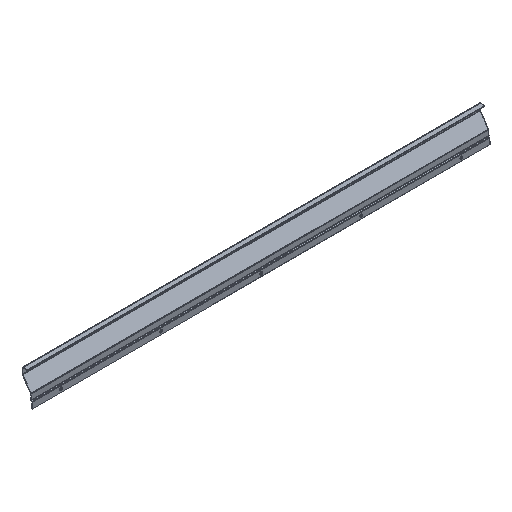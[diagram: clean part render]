
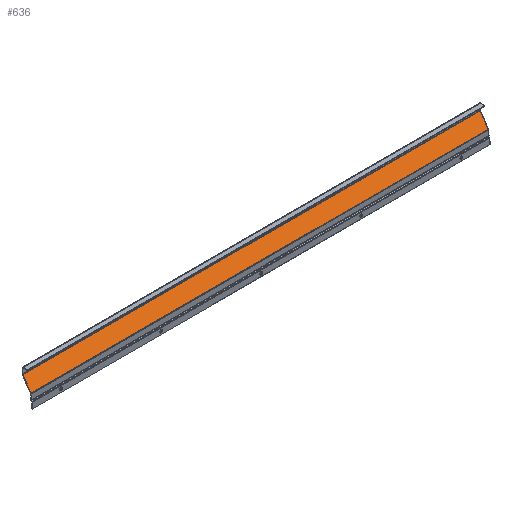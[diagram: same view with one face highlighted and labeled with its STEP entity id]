
A CAD part, isometric view. The second image highlights one B-rep face of the part: STEP entity #636.
In plain terms, the highlighted planar face has unit normal (0, -0.809, 0.588).
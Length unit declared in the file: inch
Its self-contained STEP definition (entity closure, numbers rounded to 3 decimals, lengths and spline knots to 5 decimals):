
#41=PLANE('',#705);
#70=FACE_OUTER_BOUND('',#118,.T.);
#118=EDGE_LOOP('',(#557,#558,#559,#560));
#139=LINE('',#952,#193);
#149=LINE('',#984,#203);
#171=LINE('',#1067,#225);
#174=LINE('',#1073,#228);
#193=VECTOR('',#752,1.5176);
#203=VECTOR('',#780,1.5176);
#225=VECTOR('',#872,48.);
#228=VECTOR('',#881,48.);
#290=VERTEX_POINT('',#949);
#291=VERTEX_POINT('',#951);
#303=VERTEX_POINT('',#981);
#304=VERTEX_POINT('',#983);
#353=EDGE_CURVE('',#291,#290,#139,.T.);
#369=EDGE_CURVE('',#304,#303,#149,.T.);
#409=EDGE_CURVE('',#290,#304,#171,.T.);
#412=EDGE_CURVE('',#291,#303,#174,.T.);
#557=ORIENTED_EDGE('',*,*,#409,.T.);
#558=ORIENTED_EDGE('',*,*,#369,.T.);
#559=ORIENTED_EDGE('',*,*,#412,.F.);
#560=ORIENTED_EDGE('',*,*,#353,.T.);
#636=ADVANCED_FACE('',(#70),#41,.T.);
#705=AXIS2_PLACEMENT_3D('',#1072,#879,#880);
#752=DIRECTION('',(0.,-0.588,-0.809));
#780=DIRECTION('',(0.,0.588,0.809));
#872=DIRECTION('',(1.,0.,0.));
#879=DIRECTION('center_axis',(0.,-0.809,0.588));
#880=DIRECTION('ref_axis',(1.,0.,0.));
#881=DIRECTION('',(1.,0.,0.));
#949=CARTESIAN_POINT('',(0.,-0.40949,-1.85134));
#951=CARTESIAN_POINT('',(0.,0.48253,-0.62357));
#952=CARTESIAN_POINT('',(0.,0.50263,-0.5959));
#981=CARTESIAN_POINT('',(48.,0.48253,-0.62357));
#983=CARTESIAN_POINT('',(48.,-0.40949,-1.85134));
#984=CARTESIAN_POINT('',(48.,0.50263,-0.5959));
#1067=CARTESIAN_POINT('',(24.,-0.40949,-1.85134));
#1072=CARTESIAN_POINT('Origin',(0.,-0.42959,
-1.879));
#1073=CARTESIAN_POINT('',(48.,0.48253,-0.62357));
